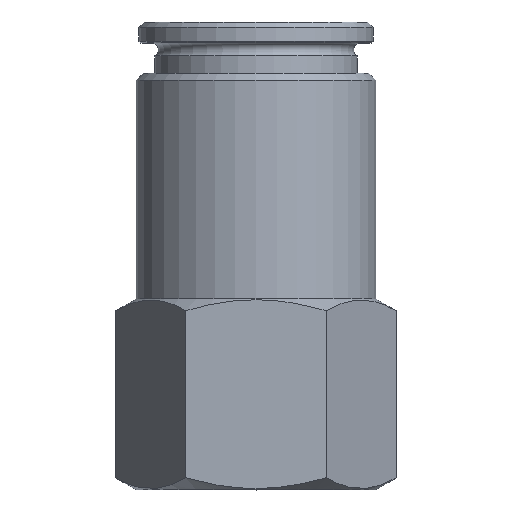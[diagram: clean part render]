
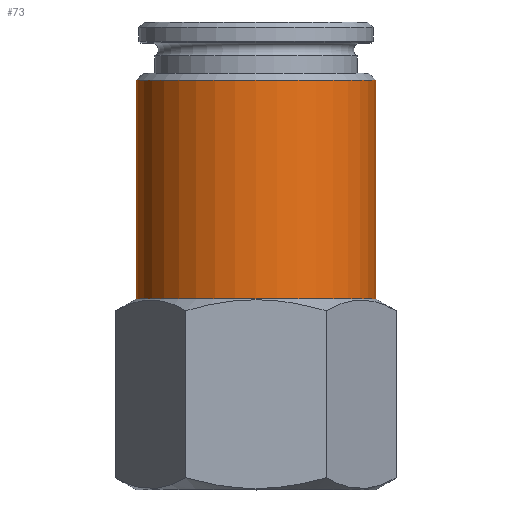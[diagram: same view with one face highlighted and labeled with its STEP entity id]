
A CAD part, top view. The second image highlights one B-rep face of the part: STEP entity #73.
In plain terms, the highlighted cylindrical face has radius 6.9 mm (diameter 13.8 mm), a full revolution.
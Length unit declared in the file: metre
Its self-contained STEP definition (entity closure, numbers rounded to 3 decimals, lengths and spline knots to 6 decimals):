
#73 = ADVANCED_FACE( 'NONE', ( #163, #164 ), #165, .T. );
#163 = FACE_OUTER_BOUND( '', #272, .T. );
#164 = FACE_OUTER_BOUND( '', #273, .T. );
#165 = CYLINDRICAL_SURFACE( '', #274, 0.0069 );
#272 = EDGE_LOOP( '', ( #408 ) );
#273 = EDGE_LOOP( '', ( #409 ) );
#274 = AXIS2_PLACEMENT_3D( '', #410, #411, #412 );
#408 = ORIENTED_EDGE( '', *, *, #562, .F. );
#409 = ORIENTED_EDGE( '', *, *, #559, .T. );
#410 = CARTESIAN_POINT( '', ( 0., -0.007064, 0. ) );
#411 = DIRECTION( '', ( 0., 1., 0. ) );
#412 = DIRECTION( '', ( 0., 0., -1. ) );
#559 = EDGE_CURVE( 'NONE', #651, #651, #652, .T. );
#562 = EDGE_CURVE( 'NONE', #656, #656, #657, .T. );
#651 = VERTEX_POINT( '', #810 );
#652 = CIRCLE( '', #811, 0.0069 );
#656 = VERTEX_POINT( '', #815 );
#657 = CIRCLE( '', #816, 0.0069 );
#810 = CARTESIAN_POINT( '', ( 0., 0.0236, -0.0069 ) );
#811 = AXIS2_PLACEMENT_3D( '', #939, #940, #941 );
#815 = CARTESIAN_POINT( '', ( 0., 0.011, -0.0069 ) );
#816 = AXIS2_PLACEMENT_3D( '', #945, #946, #947 );
#939 = CARTESIAN_POINT( '', ( 0., 0.0236, 0. ) );
#940 = DIRECTION( '', ( 0., -1., 0. ) );
#941 = DIRECTION( '', ( 0., 0., -1. ) );
#945 = CARTESIAN_POINT( '', ( 0., 0.011, 0. ) );
#946 = DIRECTION( '', ( 0., -1., 0. ) );
#947 = DIRECTION( '', ( 0., 0., -1. ) );
